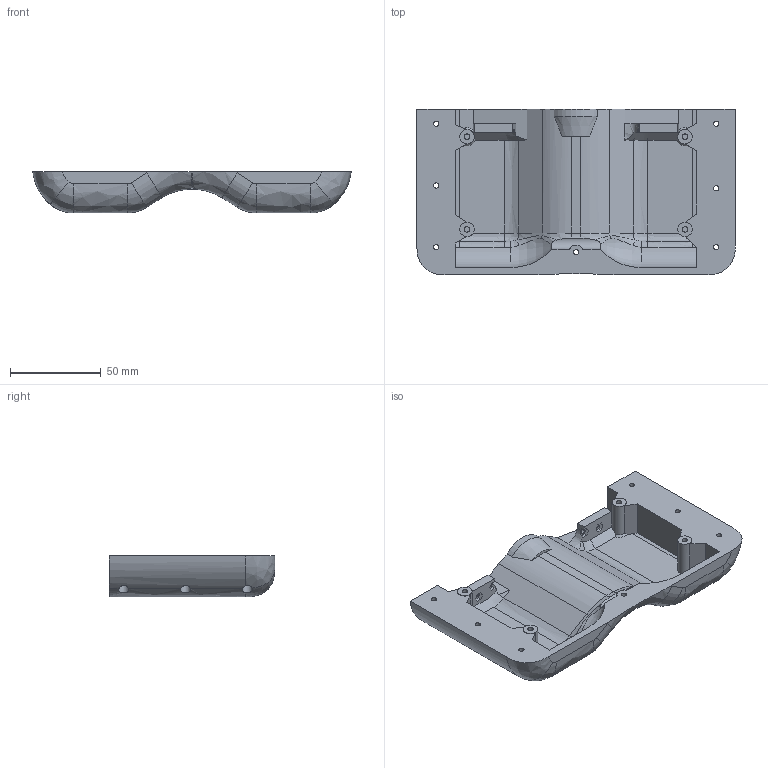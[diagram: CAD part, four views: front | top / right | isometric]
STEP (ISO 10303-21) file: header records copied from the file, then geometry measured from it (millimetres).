
FILE_DESCRIPTION(/* description */ ('STEP AP242','CAx-IF Rec.Pracs.---Representation and Presentation of Product Manufacturing Information (PMI)---4.0---2014-10-13','CAx-IF Rec.Pracs.---3D Tessellated Geometry---0.4---2014-09-14','2;1'),/* implementation_level */ '2;1');
FILE_NAME(/* name */ '65d197c7c6b9344a8c9a03e4',/* time_stamp */ '2024-02-18T05:38:16Z',/* author */ (''),/* organization */ (''),/* preprocessor_version */ 'ST-DEVELOPER v19.4',/* originating_system */ ' ',/* authorisation */ ' ');
FILE_SCHEMA (('AP242_MANAGED_MODEL_BASED_3D_ENGINEERING_MIM_LF { 1 0 10303 442 1 1 4 }'));
Length unit declared in the file: metre
Products named in the file (1): Base
Bounding box: 175.14 x 91.15 x 23 mm (x, y, z)
Volume: 140934.4 mm3; surface area: 47894.9 mm2
Topology: 1 solids, 2 shells, 189 faces, 501 edges, 325 vertices
Faces by surface type: plane 92, bspline 50, cylinder 40, cone 5, torus 2
Full cylindrical faces by diameter (mm): 2.7 x4, 2.9 x7, 3 x4, 3.5 x3, 5.5 x7, 8 x4
Entity records: 9804 total; most frequent: CARTESIAN_POINT 5706, ORIENTED_EDGE 922, DIRECTION 630, EDGE_CURVE 461, VERTEX_POINT 314, EDGE_LOOP 249, FACE_BOUND 249, AXIS2_PLACEMENT_3D 224
